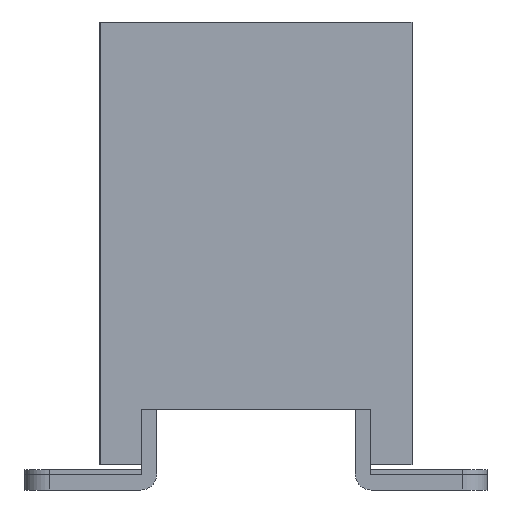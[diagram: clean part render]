
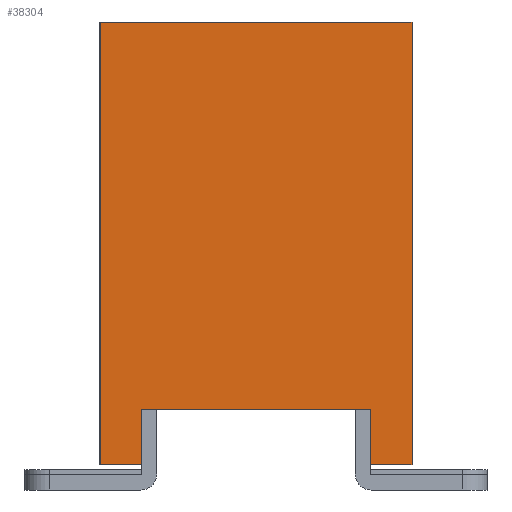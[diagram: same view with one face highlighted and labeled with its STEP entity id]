
A CAD part, left-side view. The second image highlights one B-rep face of the part: STEP entity #38304.
In plain terms, the highlighted face is planar.
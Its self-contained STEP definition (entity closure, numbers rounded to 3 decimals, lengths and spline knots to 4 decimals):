
#1598=PLANE('',#42166);
#5327=LINE('',#65352,#9103);
#5387=LINE('',#65417,#9163);
#5392=LINE('',#65428,#9168);
#5396=LINE('',#65437,#9172);
#5398=LINE('',#65441,#9174);
#5401=LINE('',#65445,#9177);
#5402=LINE('',#65447,#9178);
#5403=LINE('',#65448,#9179);
#9103=VECTOR('',#53012,1000.);
#9163=VECTOR('',#53074,1000.);
#9168=VECTOR('',#53081,1000.);
#9172=VECTOR('',#53087,1000.);
#9174=VECTOR('',#53091,1000.);
#9177=VECTOR('',#53096,1000.);
#9178=VECTOR('',#53099,1000.);
#9179=VECTOR('',#53100,1000.);
#19958=ORIENTED_EDGE('',*,*,#26049,.T.);
#19959=ORIENTED_EDGE('',*,*,#26035,.T.);
#19960=ORIENTED_EDGE('',*,*,#26050,.T.);
#19961=ORIENTED_EDGE('',*,*,#25975,.T.);
#19962=ORIENTED_EDGE('',*,*,#26046,.T.);
#19963=ORIENTED_EDGE('',*,*,#26040,.F.);
#19964=ORIENTED_EDGE('',*,*,#26051,.F.);
#19965=ORIENTED_EDGE('',*,*,#26044,.T.);
#25975=EDGE_CURVE('',#29640,#29638,#5327,.T.);
#26035=EDGE_CURVE('',#29644,#29643,#5387,.T.);
#26040=EDGE_CURVE('',#29648,#29649,#5392,.T.);
#26044=EDGE_CURVE('',#29653,#29652,#5396,.T.);
#26046=EDGE_CURVE('',#29638,#29649,#5398,.T.);
#26049=EDGE_CURVE('',#29652,#29644,#5401,.T.);
#26050=EDGE_CURVE('',#29643,#29640,#5402,.T.);
#26051=EDGE_CURVE('',#29653,#29648,#5403,.T.);
#29638=VERTEX_POINT('',#65350);
#29640=VERTEX_POINT('',#65353);
#29643=VERTEX_POINT('',#65416);
#29644=VERTEX_POINT('',#65418);
#29648=VERTEX_POINT('',#65427);
#29649=VERTEX_POINT('',#65429);
#29652=VERTEX_POINT('',#65436);
#29653=VERTEX_POINT('',#65438);
#33216=EDGE_LOOP('',(#19958,#19959,#19960,#19961,#19962,#19963,#19964,#19965));
#35354=FACE_BOUND('',#33216,.T.);
#38304=ADVANCED_FACE('',(#35354),#1598,.T.);
#42166=AXIS2_PLACEMENT_3D('',#65446,#53097,#53098);
#53012=DIRECTION('',(0.,0.,-1.));
#53074=DIRECTION('',(0.,0.,1.));
#53081=DIRECTION('',(0.,0.,-1.));
#53087=DIRECTION('',(0.,0.,-1.));
#53091=DIRECTION('',(0.,1.,0.));
#53096=DIRECTION('',(0.,1.,0.));
#53097=DIRECTION('',(1.,0.,0.));
#53098=DIRECTION('',(0.,0.,-1.));
#53099=DIRECTION('',(0.,1.,0.));
#53100=DIRECTION('',(0.,1.,0.));
#65350=CARTESIAN_POINT('',(9.09,1.135,-2.2));
#65352=CARTESIAN_POINT('',(9.09,1.135,-1.65));
#65353=CARTESIAN_POINT('',(9.09,1.135,-1.65));
#65416=CARTESIAN_POINT('',(9.09,-1.135,-1.65));
#65417=CARTESIAN_POINT('',(9.09,-1.135,-2.2));
#65418=CARTESIAN_POINT('',(9.09,-1.135,-2.2));
#65427=CARTESIAN_POINT('',(9.09,1.55,2.2));
#65428=CARTESIAN_POINT('',(9.09,1.55,2.2));
#65429=CARTESIAN_POINT('',(9.09,1.55,-2.2));
#65436=CARTESIAN_POINT('',(9.09,-1.55,-2.2));
#65437=CARTESIAN_POINT('',(9.09,-1.55,2.2));
#65438=CARTESIAN_POINT('',(9.09,-1.55,2.2));
#65441=CARTESIAN_POINT('',(9.09,-1.55,-2.2));
#65445=CARTESIAN_POINT('',(9.09,-1.55,-2.2));
#65446=CARTESIAN_POINT('',(9.09,-1.55,2.2));
#65447=CARTESIAN_POINT('',(9.09,-1.135,-1.65));
#65448=CARTESIAN_POINT('',(9.09,-1.55,2.2));
